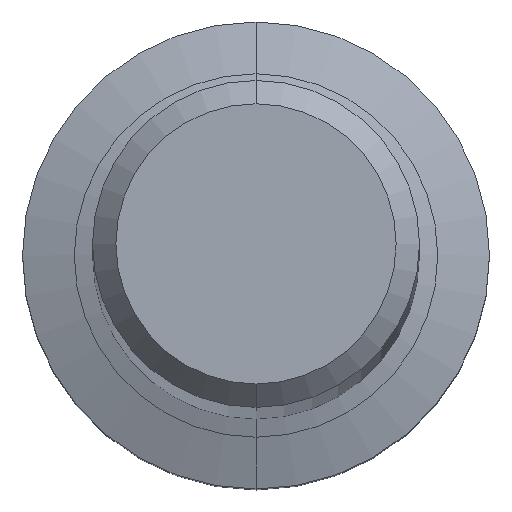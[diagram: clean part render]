
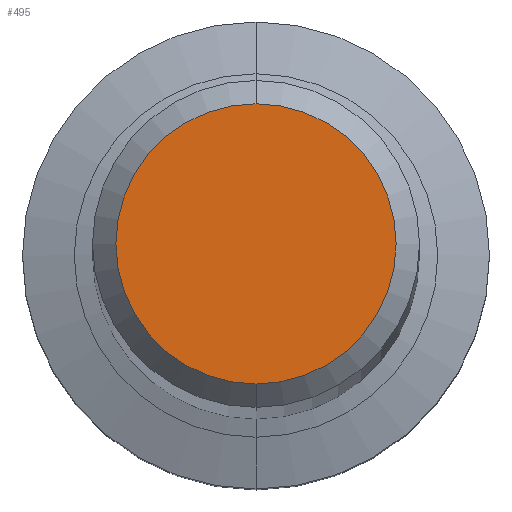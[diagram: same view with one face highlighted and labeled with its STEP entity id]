
A CAD part, top view. The second image highlights one B-rep face of the part: STEP entity #495.
In plain terms, the highlighted planar face has unit normal (0, 0, 1).
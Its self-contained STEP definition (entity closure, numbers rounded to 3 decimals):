
#267=EDGE_CURVE('',#305,#527,#630,.T.);
#305=VERTEX_POINT('',#672);
#479=EDGE_CURVE('',#527,#305,#864,.T.);
#495=ADVANCED_FACE('',(#881),#882,.T.);
#527=VERTEX_POINT('',#917);
#630=CIRCLE('',#1103,1.2);
#672=CARTESIAN_POINT('',(0.,-1.2,0.0));
#864=CIRCLE('',#1546,1.2);
#881=FACE_OUTER_BOUND('',#1573,.T.);
#882=PLANE('',#1574);
#917=CARTESIAN_POINT('',(0.0,1.2,0.0));
#1103=AXIS2_PLACEMENT_3D('',#1732,#1733,#1734);
#1546=AXIS2_PLACEMENT_3D('',#1992,#1993,#1994);
#1573=EDGE_LOOP('',(#2019,#2020));
#1574=AXIS2_PLACEMENT_3D('',#2021,#2022,#2023);
#1732=CARTESIAN_POINT('',(0.0,0.0,0.0));
#1733=DIRECTION('',(0.0,0.0,-1.0));
#1734=DIRECTION('',(0.0,1.0,0.0));
#1992=CARTESIAN_POINT('',(0.0,0.0,0.0));
#1993=DIRECTION('',(0.0,0.0,-1.0));
#1994=DIRECTION('',(0.0,1.0,0.0));
#2019=ORIENTED_EDGE('',*,*,#479,.F.);
#2020=ORIENTED_EDGE('',*,*,#267,.F.);
#2021=CARTESIAN_POINT('',(0.0,0.6,0.0));
#2022=DIRECTION('',(-0.0,0.0,1.0));
#2023=DIRECTION('',(0.0,-1.0,0.0));
